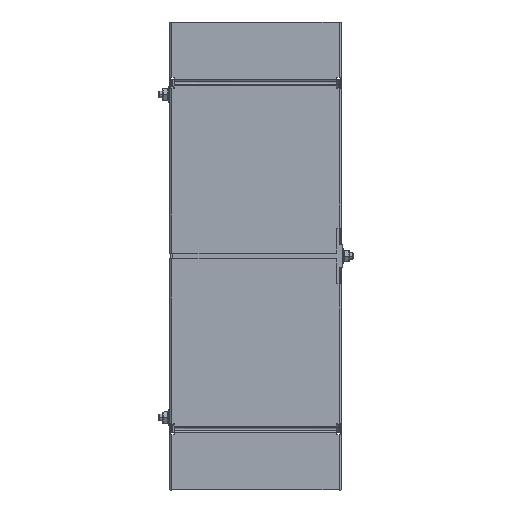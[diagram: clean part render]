
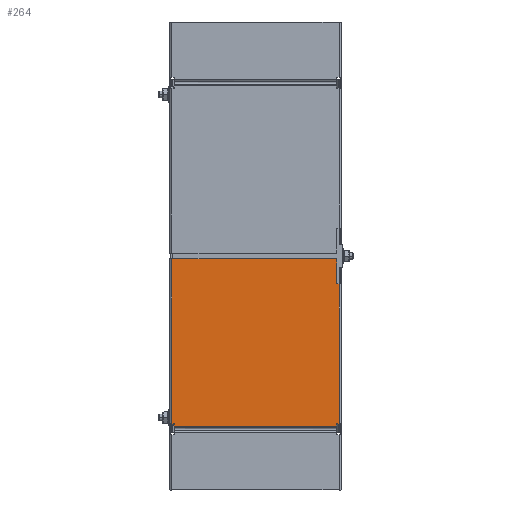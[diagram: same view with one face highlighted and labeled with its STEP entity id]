
A CAD part, front view. The second image highlights one B-rep face of the part: STEP entity #264.
In plain terms, the highlighted planar face has unit normal (0, -1, 0).
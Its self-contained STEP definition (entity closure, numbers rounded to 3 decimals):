
#264=ADVANCED_FACE('',(#947),#10773,.T.);
#947=FACE_OUTER_BOUND('',#1630,.T.);
#1630=EDGE_LOOP('',(#2877,#2878,#2879,#2880,#2881,#2882,#2883,#2884,#2885,
#2886,#2887));
#2877=ORIENTED_EDGE('',*,*,#6001,.F.);
#2878=ORIENTED_EDGE('',*,*,#5818,.F.);
#2879=ORIENTED_EDGE('',*,*,#5822,.F.);
#2880=ORIENTED_EDGE('',*,*,#5764,.F.);
#2881=ORIENTED_EDGE('',*,*,#5752,.F.);
#2882=ORIENTED_EDGE('',*,*,#6103,.F.);
#2883=ORIENTED_EDGE('',*,*,#5972,.F.);
#2884=ORIENTED_EDGE('',*,*,#6097,.F.);
#2885=ORIENTED_EDGE('',*,*,#6140,.T.);
#2886=ORIENTED_EDGE('',*,*,#5843,.F.);
#2887=ORIENTED_EDGE('',*,*,#5835,.F.);
#5752=EDGE_CURVE('',#9267,#9268,#7507,.T.);
#5764=EDGE_CURVE('',#9268,#9277,#7515,.T.);
#5818=EDGE_CURVE('',#9323,#9324,#7556,.T.);
#5822=EDGE_CURVE('',#9277,#9323,#7557,.T.);
#5835=EDGE_CURVE('',#9337,#9338,#7567,.T.);
#5843=EDGE_CURVE('',#9338,#9347,#7573,.T.);
#5972=EDGE_CURVE('',#9461,#9462,#8654,.T.);
#6001=EDGE_CURVE('',#9324,#9337,#7654,.T.);
#6097=EDGE_CURVE('',#9513,#9461,#7722,.T.);
#6103=EDGE_CURVE('',#9462,#9267,#7728,.T.);
#6140=EDGE_CURVE('',#9513,#9347,#7754,.T.);
#7507=B_SPLINE_CURVE_WITH_KNOTS('',1,(#15197,#15198),.UNSPECIFIED.,.F.,
 .F.,(2,2),(0.,2.),.UNSPECIFIED.);
#7515=B_SPLINE_CURVE_WITH_KNOTS('',1,(#15225,#15226),.UNSPECIFIED.,.F.,
 .F.,(2,2),(-85.5,0.),.UNSPECIFIED.);
#7556=B_SPLINE_CURVE_WITH_KNOTS('',1,(#15348,#15349),.UNSPECIFIED.,.F.,
 .F.,(2,2),(0.,2.172),.UNSPECIFIED.);
#7557=B_SPLINE_CURVE_WITH_KNOTS('',1,(#15361,#15362),.UNSPECIFIED.,.F.,
 .F.,(2,2),(0.,2.3),.UNSPECIFIED.);
#7567=B_SPLINE_CURVE_WITH_KNOTS('',1,(#15392,#15393),.UNSPECIFIED.,.F.,
 .F.,(2,2),(0.,2.172),.UNSPECIFIED.);
#7573=B_SPLINE_CURVE_WITH_KNOTS('',1,(#15410,#15411),.UNSPECIFIED.,.F.,
 .F.,(2,2),(0.,2.3),.UNSPECIFIED.);
#7654=B_SPLINE_CURVE_WITH_KNOTS('',1,(#15802,#15803),.UNSPECIFIED.,.F.,
 .F.,(2,2),(-95.4,0.),.UNSPECIFIED.);
#7722=B_SPLINE_CURVE_WITH_KNOTS('',1,(#16030,#16031),.UNSPECIFIED.,.F.,
 .F.,(2,2),(-97.,0.),.UNSPECIFIED.);
#7728=B_SPLINE_CURVE_WITH_KNOTS('',1,(#16042,#16043),.UNSPECIFIED.,.F.,
 .F.,(2,2),(0.,21.5),.UNSPECIFIED.);
#7754=B_SPLINE_CURVE_WITH_KNOTS('',1,(#16139,#16140),.UNSPECIFIED.,.F.,
 .F.,(2,2),(0.,108.),.UNSPECIFIED.);
#8654=(
BOUNDED_CURVE()
B_SPLINE_CURVE(2,(#15728,#15729,#15730),.UNSPECIFIED.,.F.,.F.)
B_SPLINE_CURVE_WITH_KNOTS((3,3),(-1.571,0.),.UNSPECIFIED.)
CURVE()
GEOMETRIC_REPRESENTATION_ITEM()
RATIONAL_B_SPLINE_CURVE((1.,0.707,1.))
REPRESENTATION_ITEM('')
);
#9267=VERTEX_POINT('',#14455);
#9268=VERTEX_POINT('',#14456);
#9277=VERTEX_POINT('',#14465);
#9323=VERTEX_POINT('',#14511);
#9324=VERTEX_POINT('',#14512);
#9337=VERTEX_POINT('',#14525);
#9338=VERTEX_POINT('',#14526);
#9347=VERTEX_POINT('',#14535);
#9461=VERTEX_POINT('',#14649);
#9462=VERTEX_POINT('',#14650);
#9513=VERTEX_POINT('',#14701);
#10773=PLANE('',#11149);
#11149=AXIS2_PLACEMENT_3D('',#12454,#11491,$);
#11491=DIRECTION('',(0.,-1.,0.));
#12454=CARTESIAN_POINT('',(-75.,-1.,207.5));
#14455=CARTESIAN_POINT('',(73.,-1.,185.));
#14456=CARTESIAN_POINT('',(75.,-1.,185.));
#14465=CARTESIAN_POINT('',(75.,-1.,59.5));
#14511=CARTESIAN_POINT('',(72.7,-1.,59.5));
#14512=CARTESIAN_POINT('',(72.7,-1.,57.328));
#14525=CARTESIAN_POINT('',(-72.7,-1.,57.328));
#14526=CARTESIAN_POINT('',(-72.7,-1.,59.5));
#14535=CARTESIAN_POINT('',(-75.,-1.,59.5));
#14649=CARTESIAN_POINT('',(72.,-1.,207.5));
#14650=CARTESIAN_POINT('',(73.,-1.,206.5));
#14701=CARTESIAN_POINT('',(-75.,-1.,207.5));
#15197=CARTESIAN_POINT('',(73.,-1.,185.));
#15198=CARTESIAN_POINT('',(75.,-1.,185.));
#15225=CARTESIAN_POINT('',(75.,-1.,185.));
#15226=CARTESIAN_POINT('',(75.,-1.,59.5));
#15348=CARTESIAN_POINT('',(72.7,-1.,59.5));
#15349=CARTESIAN_POINT('',(72.7,-1.,57.328));
#15361=CARTESIAN_POINT('',(75.,-1.,59.5));
#15362=CARTESIAN_POINT('',(72.7,-1.,59.5));
#15392=CARTESIAN_POINT('',(-72.7,-1.,57.328));
#15393=CARTESIAN_POINT('',(-72.7,-1.,59.5));
#15410=CARTESIAN_POINT('',(-72.7,-1.,59.5));
#15411=CARTESIAN_POINT('',(-75.,-1.,59.5));
#15728=CARTESIAN_POINT('',(72.,-1.,207.5));
#15729=CARTESIAN_POINT('',(73.,-1.,207.5));
#15730=CARTESIAN_POINT('',(73.,-1.,206.5));
#15802=CARTESIAN_POINT('',(72.7,-1.,57.328));
#15803=CARTESIAN_POINT('',(-72.7,-1.,57.328));
#16030=CARTESIAN_POINT('',(-75.,-1.,207.5));
#16031=CARTESIAN_POINT('',(72.,-1.,207.5));
#16042=CARTESIAN_POINT('',(73.,-1.,206.5));
#16043=CARTESIAN_POINT('',(73.,-1.,185.));
#16139=CARTESIAN_POINT('',(-75.,-1.,207.5));
#16140=CARTESIAN_POINT('',(-75.,-1.,59.5));
